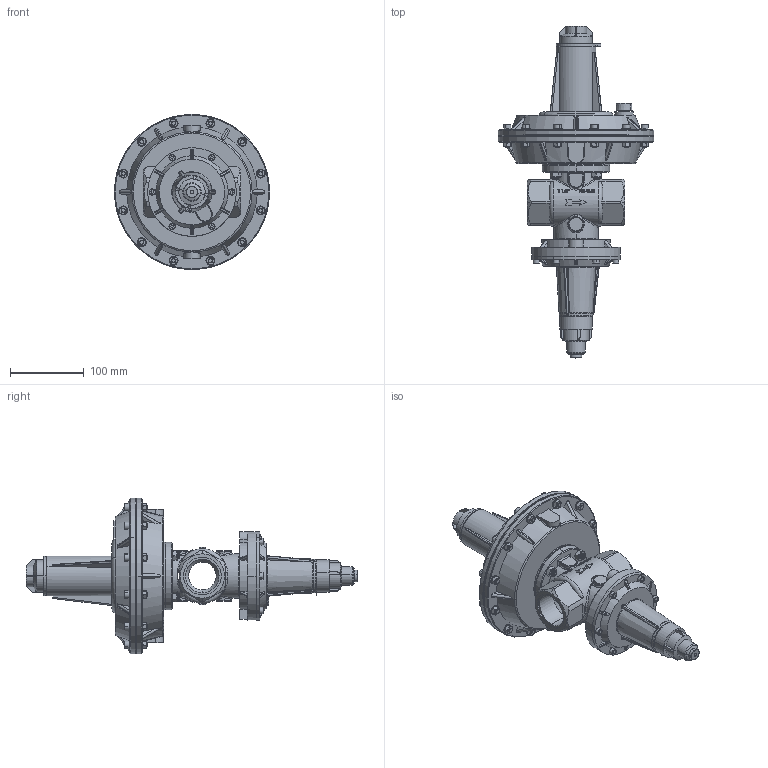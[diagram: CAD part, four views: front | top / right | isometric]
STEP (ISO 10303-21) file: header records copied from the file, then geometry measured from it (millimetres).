
FILE_DESCRIPTION (( 'STEP AP203' ), '1' );
FILE_NAME ('R40S BP.STEP', '2023-10-26T12:43:20', ( '' ), ( '' ), 'SwSTEP 2.0', 'SolidWorks 2018', '' );
FILE_SCHEMA (( 'CONFIG_CONTROL_DESIGN' ));
Products named in the file (1): R40S BP
Bounding box: 210.2 x 449.2 x 210.2 mm (x, y, z)
Surface area: 280022.1 mm2 (no closed solid volume)
Topology: 0 solids, 90 shells, 1374 faces, 4618 edges, 3268 vertices
Faces by surface type: cylinder 537, plane 514, bspline 143, cone 119, torus 43, sphere 18
Entity records: 76240 total; most frequent: CARTESIAN_POINT 40263, ORIENTED_EDGE 7480, DIRECTION 6506, EDGE_CURVE 4613, VERTEX_POINT 3268, AXIS2_PLACEMENT_3D 2368, LINE 1770, VECTOR 1770
